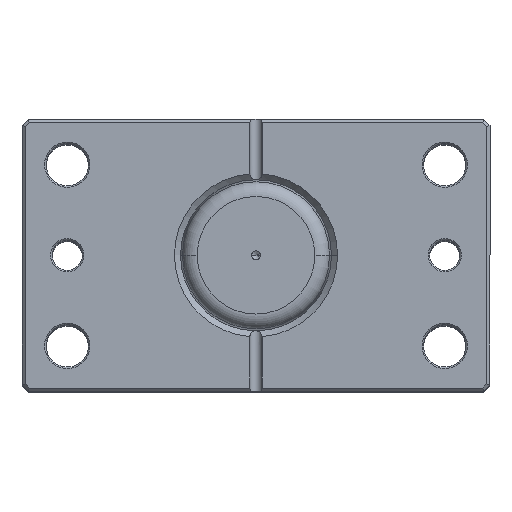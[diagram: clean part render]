
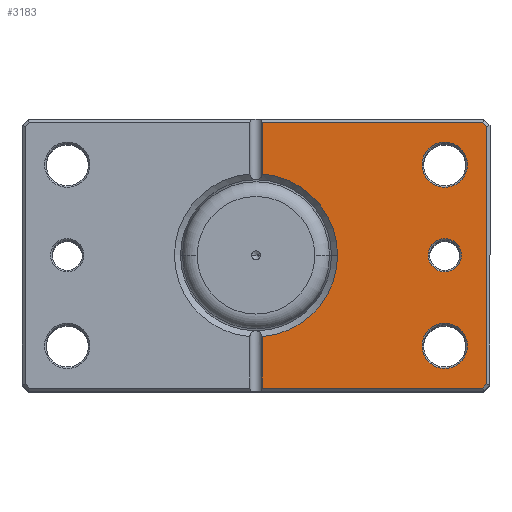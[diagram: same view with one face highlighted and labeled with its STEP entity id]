
A CAD part, top view. The second image highlights one B-rep face of the part: STEP entity #3183.
In plain terms, the highlighted face is planar.
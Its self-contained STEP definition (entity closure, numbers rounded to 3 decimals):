
#52 = CARTESIAN_POINT ( 'NONE',  ( -76.5, -42.586, 0. ) ) ;
#69 = DIRECTION ( 'NONE',  ( 0., -1., 0. ) ) ;
#89 = DIRECTION ( 'NONE',  ( 1., 0., 0. ) ) ;
#223 = EDGE_LOOP ( 'NONE', ( #6511, #4811, #4252, #4595, #6397, #3834, #5450, #258, #1145 ) ) ;
#258 = ORIENTED_EDGE ( 'NONE', *, *, #5322, .T. ) ;
#297 = VECTOR ( 'NONE', #3478, 1000. ) ;
#373 = VECTOR ( 'NONE', #69, 1000. ) ;
#489 = ORIENTED_EDGE ( 'NONE', *, *, #6067, .T. ) ;
#535 = CARTESIAN_POINT ( 'NONE',  ( -27., 0., 0. ) ) ;
#547 = DIRECTION ( 'NONE',  ( 0., 1., 0. ) ) ;
#570 = CARTESIAN_POINT ( 'NONE',  ( 0., 0., 0. ) ) ;
#588 = CARTESIAN_POINT ( 'NONE',  ( -55., 30., 0. ) ) ;
#605 = CARTESIAN_POINT ( 'NONE',  ( -2., 45., 0. ) ) ;
#677 = VERTEX_POINT ( 'NONE', #5830 ) ;
#978 = VERTEX_POINT ( 'NONE', #3930 ) ;
#1105 = DIRECTION ( 'NONE',  ( 1., 0., 0. ) ) ;
#1131 = DIRECTION ( 'NONE',  ( 0., 0., 1. ) ) ;
#1145 = ORIENTED_EDGE ( 'NONE', *, *, #2245, .T. ) ;
#1187 = AXIS2_PLACEMENT_3D ( 'NONE', #570, #4279, #1105 ) ;
#1195 = CIRCLE ( 'NONE', #4001, 5.5 ) ;
#1271 = AXIS2_PLACEMENT_3D ( 'NONE', #1939, #5660, #2480 ) ;
#1283 = CIRCLE ( 'NONE', #1371, 27. ) ;
#1307 = EDGE_CURVE ( 'NONE', #1827, #2998, #2214, .T. ) ;
#1341 = CARTESIAN_POINT ( 'NONE',  ( -70., -30., 0. ) ) ;
#1362 = VERTEX_POINT ( 'NONE', #588 ) ;
#1371 = AXIS2_PLACEMENT_3D ( 'NONE', #1791, #5524, #2346 ) ;
#1389 = CARTESIAN_POINT ( 'NONE',  ( -76.5, 42.586, 0. ) ) ;
#1477 = CARTESIAN_POINT ( 'NONE',  ( -68., 0., 0. ) ) ;
#1633 = CARTESIAN_POINT ( 'NONE',  ( -76.5, 0., 0. ) ) ;
#1791 = CARTESIAN_POINT ( 'NONE',  ( 0., 0., 0. ) ) ;
#1821 = VERTEX_POINT ( 'NONE', #2058 ) ;
#1827 = VERTEX_POINT ( 'NONE', #2512 ) ;
#1881 = DIRECTION ( 'NONE',  ( 0., 0., 1. ) ) ;
#1885 = AXIS2_PLACEMENT_3D ( 'NONE', #6518, #3292, #89 ) ;
#1905 = CARTESIAN_POINT ( 'NONE',  ( -2., 26.926, 0. ) ) ;
#1939 = CARTESIAN_POINT ( 'NONE',  ( -62.5, -30., 0. ) ) ;
#1969 = DIRECTION ( 'NONE',  ( 0., 0., 1. ) ) ;
#2010 = VERTEX_POINT ( 'NONE', #1389 ) ;
#2033 = EDGE_CURVE ( 'NONE', #4994, #3974, #1283, .T. ) ;
#2058 = CARTESIAN_POINT ( 'NONE',  ( -55., -30., 0. ) ) ;
#2069 = CIRCLE ( 'NONE', #4144, 7.5 ) ;
#2214 = LINE ( 'NONE', #2470, #6322 ) ;
#2245 = EDGE_CURVE ( 'NONE', #4455, #5290, #2646, .T. ) ;
#2261 = CARTESIAN_POINT ( 'NONE',  ( -2., 44., 0. ) ) ;
#2279 = CARTESIAN_POINT ( 'NONE',  ( -59.543, 59.543, 0. ) ) ;
#2342 = DIRECTION ( 'NONE',  ( -1., 0., 0. ) ) ;
#2346 = DIRECTION ( 'NONE',  ( 1., 0., 0. ) ) ;
#2470 = CARTESIAN_POINT ( 'NONE',  ( -59.543, -59.543, 0. ) ) ;
#2480 = DIRECTION ( 'NONE',  ( 1., 0., 0. ) ) ;
#2512 = CARTESIAN_POINT ( 'NONE',  ( -75.086, -44., 0. ) ) ;
#2580 = FACE_OUTER_BOUND ( 'NONE', #223, .T. ) ;
#2646 = LINE ( 'NONE', #4667, #6733 ) ;
#2651 = EDGE_CURVE ( 'NONE', #5501, #1821, #4792, .T. ) ;
#2681 = AXIS2_PLACEMENT_3D ( 'NONE', #3398, #2900, #6650 ) ;
#2749 = VERTEX_POINT ( 'NONE', #1477 ) ;
#2810 = CIRCLE ( 'NONE', #1187, 27. ) ;
#2830 = AXIS2_PLACEMENT_3D ( 'NONE', #5059, #1881, #5605 ) ;
#2864 = DIRECTION ( 'NONE',  ( -0.707, 0.707, 0. ) ) ;
#2900 = DIRECTION ( 'NONE',  ( 0., 0., 1. ) ) ;
#2940 = EDGE_CURVE ( 'NONE', #2998, #2010, #4210, .T. ) ;
#2941 = EDGE_CURVE ( 'NONE', #3974, #677, #2810, .T. ) ;
#2953 = CARTESIAN_POINT ( 'NONE',  ( -75.086, 44., 0. ) ) ;
#2954 = CARTESIAN_POINT ( 'NONE',  ( -62.5, -30., 0. ) ) ;
#2993 = CIRCLE ( 'NONE', #1271, 7.5 ) ;
#2998 = VERTEX_POINT ( 'NONE', #52 ) ;
#3094 = EDGE_CURVE ( 'NONE', #5290, #4994, #4441, .T. ) ;
#3183 = ADVANCED_FACE ( 'NONE', ( #5392, #3944, #5554, #2580 ), #6619, .F. ) ;
#3229 = ORIENTED_EDGE ( 'NONE', *, *, #6435, .T. ) ;
#3292 = DIRECTION ( 'NONE',  ( 0., 0., 1. ) ) ;
#3398 = CARTESIAN_POINT ( 'NONE',  ( 0., 0., 0. ) ) ;
#3478 = DIRECTION ( 'NONE',  ( 0., -1., 0. ) ) ;
#3486 = DIRECTION ( 'NONE',  ( 1., 0., 0. ) ) ;
#3549 = VECTOR ( 'NONE', #2342, 1000. ) ;
#3586 = VERTEX_POINT ( 'NONE', #5353 ) ;
#3812 = EDGE_LOOP ( 'NONE', ( #4055, #4381 ) ) ;
#3834 = ORIENTED_EDGE ( 'NONE', *, *, #1307, .T. ) ;
#3888 = VERTEX_POINT ( 'NONE', #4219 ) ;
#3930 = CARTESIAN_POINT ( 'NONE',  ( -57., 0., 0. ) ) ;
#3935 = CIRCLE ( 'NONE', #1885, 5.5 ) ;
#3944 = FACE_BOUND ( 'NONE', #3812, .T. ) ;
#3967 = CARTESIAN_POINT ( 'NONE',  ( -2., 45., 0. ) ) ;
#3974 = VERTEX_POINT ( 'NONE', #535 ) ;
#4001 = AXIS2_PLACEMENT_3D ( 'NONE', #4302, #1131, #4842 ) ;
#4055 = ORIENTED_EDGE ( 'NONE', *, *, #2651, .T. ) ;
#4129 = DIRECTION ( 'NONE',  ( 1., 0., 0. ) ) ;
#4144 = AXIS2_PLACEMENT_3D ( 'NONE', #5145, #1969, #5692 ) ;
#4210 = LINE ( 'NONE', #1633, #5477 ) ;
#4219 = CARTESIAN_POINT ( 'NONE',  ( -70., 30., 0. ) ) ;
#4227 = EDGE_CURVE ( 'NONE', #677, #3586, #5838, .T. ) ;
#4247 = EDGE_CURVE ( 'NONE', #1821, #5501, #2993, .T. ) ;
#4252 = ORIENTED_EDGE ( 'NONE', *, *, #2941, .T. ) ;
#4279 = DIRECTION ( 'NONE',  ( 0., 0., 1. ) ) ;
#4302 = CARTESIAN_POINT ( 'NONE',  ( -62.5, 0., 0. ) ) ;
#4357 = CIRCLE ( 'NONE', #2830, 7.5 ) ;
#4381 = ORIENTED_EDGE ( 'NONE', *, *, #4247, .T. ) ;
#4441 = LINE ( 'NONE', #605, #373 ) ;
#4455 = VERTEX_POINT ( 'NONE', #2953 ) ;
#4595 = ORIENTED_EDGE ( 'NONE', *, *, #4227, .T. ) ;
#4667 = CARTESIAN_POINT ( 'NONE',  ( 0., 44., 0. ) ) ;
#4780 = LINE ( 'NONE', #6059, #3549 ) ;
#4792 = CIRCLE ( 'NONE', #6487, 7.5 ) ;
#4811 = ORIENTED_EDGE ( 'NONE', *, *, #2033, .T. ) ;
#4842 = DIRECTION ( 'NONE',  ( 1., 0., 0. ) ) ;
#4994 = VERTEX_POINT ( 'NONE', #1905 ) ;
#5059 = CARTESIAN_POINT ( 'NONE',  ( -62.5, 30., 0. ) ) ;
#5145 = CARTESIAN_POINT ( 'NONE',  ( -62.5, 30., 0. ) ) ;
#5281 = EDGE_LOOP ( 'NONE', ( #489, #6363 ) ) ;
#5290 = VERTEX_POINT ( 'NONE', #2261 ) ;
#5322 = EDGE_CURVE ( 'NONE', #2010, #4455, #6743, .T. ) ;
#5353 = CARTESIAN_POINT ( 'NONE',  ( -2., -44., 0. ) ) ;
#5392 = FACE_BOUND ( 'NONE', #6470, .T. ) ;
#5420 = EDGE_CURVE ( 'NONE', #3586, #1827, #4780, .T. ) ;
#5450 = ORIENTED_EDGE ( 'NONE', *, *, #2940, .T. ) ;
#5469 = VECTOR ( 'NONE', #5994, 1000. ) ;
#5477 = VECTOR ( 'NONE', #547, 1000. ) ;
#5501 = VERTEX_POINT ( 'NONE', #1341 ) ;
#5524 = DIRECTION ( 'NONE',  ( 0., 0., 1. ) ) ;
#5554 = FACE_BOUND ( 'NONE', #5281, .T. ) ;
#5570 = EDGE_CURVE ( 'NONE', #1362, #3888, #2069, .T. ) ;
#5605 = DIRECTION ( 'NONE',  ( 1., 0., 0. ) ) ;
#5660 = DIRECTION ( 'NONE',  ( 0., 0., 1. ) ) ;
#5692 = DIRECTION ( 'NONE',  ( 1., 0., 0. ) ) ;
#5830 = CARTESIAN_POINT ( 'NONE',  ( -2., -26.926, 0. ) ) ;
#5838 = LINE ( 'NONE', #3967, #297 ) ;
#5857 = EDGE_CURVE ( 'NONE', #978, #2749, #1195, .T. ) ;
#5994 = DIRECTION ( 'NONE',  ( 0.707, 0.707, 0. ) ) ;
#6059 = CARTESIAN_POINT ( 'NONE',  ( 0., -44., 0. ) ) ;
#6067 = EDGE_CURVE ( 'NONE', #3888, #1362, #4357, .T. ) ;
#6322 = VECTOR ( 'NONE', #2864, 1000. ) ;
#6363 = ORIENTED_EDGE ( 'NONE', *, *, #5570, .T. ) ;
#6397 = ORIENTED_EDGE ( 'NONE', *, *, #5420, .T. ) ;
#6434 = ORIENTED_EDGE ( 'NONE', *, *, #5857, .T. ) ;
#6435 = EDGE_CURVE ( 'NONE', #2749, #978, #3935, .T. ) ;
#6470 = EDGE_LOOP ( 'NONE', ( #3229, #6434 ) ) ;
#6487 = AXIS2_PLACEMENT_3D ( 'NONE', #2954, #6708, #3486 ) ;
#6511 = ORIENTED_EDGE ( 'NONE', *, *, #3094, .T. ) ;
#6518 = CARTESIAN_POINT ( 'NONE',  ( -62.5, 0., 0. ) ) ;
#6619 = PLANE ( 'NONE',  #2681 ) ;
#6650 = DIRECTION ( 'NONE',  ( 1., 0., 0. ) ) ;
#6708 = DIRECTION ( 'NONE',  ( 0., 0., 1. ) ) ;
#6733 = VECTOR ( 'NONE', #4129, 1000. ) ;
#6743 = LINE ( 'NONE', #2279, #5469 ) ;
